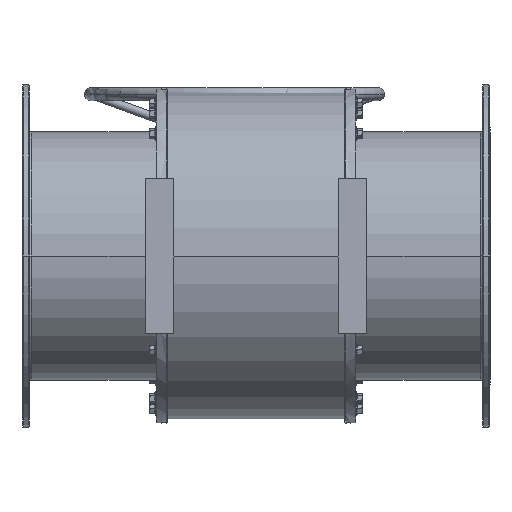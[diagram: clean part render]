
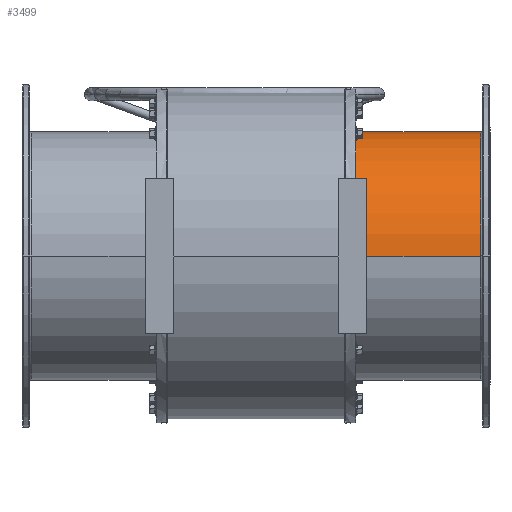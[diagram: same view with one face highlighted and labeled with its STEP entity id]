
A CAD part, front view. The second image highlights one B-rep face of the part: STEP entity #3499.
In plain terms, the highlighted cylindrical face has radius 290 mm (diameter 580 mm), a partial arc.
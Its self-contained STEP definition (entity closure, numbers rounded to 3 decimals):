
#474 = VECTOR ( 'NONE', #12997, 1000. ) ;
#862 = CARTESIAN_POINT ( 'NONE',  ( -546., 290., 0. ) ) ;
#2570 = DIRECTION ( 'NONE',  ( 0., 0., -1. ) ) ;
#2946 = LINE ( 'NONE', #862, #474 ) ;
#3499 = ADVANCED_FACE ( 'NONE', ( #17992 ), #6761, .T. ) ;
#4200 = CIRCLE ( 'NONE', #6869, 290. ) ;
#4361 = LINE ( 'NONE', #14816, #26253 ) ;
#4650 = DIRECTION ( 'NONE',  ( 1., 0., 0. ) ) ;
#6131 = ORIENTED_EDGE ( 'NONE', *, *, #6836, .T. ) ;
#6716 = CARTESIAN_POINT ( 'NONE',  ( 232.5, -290., 0. ) ) ;
#6761 = CYLINDRICAL_SURFACE ( 'NONE', #12581, 290. ) ;
#6836 = EDGE_CURVE ( 'NONE', #15448, #18229, #4200, .T. ) ;
#6869 = AXIS2_PLACEMENT_3D ( 'NONE', #19241, #4650, #2570 ) ;
#7030 = DIRECTION ( 'NONE',  ( 0., -1., 0. ) ) ;
#7574 = DIRECTION ( 'NONE',  ( 0., 1., 0. ) ) ;
#8204 = VERTEX_POINT ( 'NONE', #21047 ) ;
#9803 = DIRECTION ( 'NONE',  ( -1., 0., 0. ) ) ;
#10263 = CARTESIAN_POINT ( 'NONE',  ( 524., 290., 0. ) ) ;
#12581 = AXIS2_PLACEMENT_3D ( 'NONE', #26053, #23693, #7030 ) ;
#12997 = DIRECTION ( 'NONE',  ( -1., 0., 0. ) ) ;
#14264 = EDGE_LOOP ( 'NONE', ( #25907, #18881, #6131, #22540 ) ) ;
#14697 = CARTESIAN_POINT ( 'NONE',  ( 232.5, 290., 0. ) ) ;
#14816 = CARTESIAN_POINT ( 'NONE',  ( -546., -290., 0. ) ) ;
#15448 = VERTEX_POINT ( 'NONE', #14697 ) ;
#17004 = EDGE_CURVE ( 'NONE', #8204, #18229, #4361, .T. ) ;
#17992 = FACE_OUTER_BOUND ( 'NONE', #14264, .T. ) ;
#18229 = VERTEX_POINT ( 'NONE', #6716 ) ;
#18881 = ORIENTED_EDGE ( 'NONE', *, *, #19867, .T. ) ;
#19241 = CARTESIAN_POINT ( 'NONE',  ( 232.5, 0., 0. ) ) ;
#19867 = EDGE_CURVE ( 'NONE', #25165, #15448, #2946, .T. ) ;
#20590 = CARTESIAN_POINT ( 'NONE',  ( 524., 0., 0. ) ) ;
#21047 = CARTESIAN_POINT ( 'NONE',  ( 524., -290., 0. ) ) ;
#21267 = CIRCLE ( 'NONE', #27039, 290. ) ;
#22540 = ORIENTED_EDGE ( 'NONE', *, *, #17004, .F. ) ;
#23385 = DIRECTION ( 'NONE',  ( -1., 0., 0. ) ) ;
#23693 = DIRECTION ( 'NONE',  ( -1., 0., 0. ) ) ;
#25165 = VERTEX_POINT ( 'NONE', #10263 ) ;
#25907 = ORIENTED_EDGE ( 'NONE', *, *, #27096, .T. ) ;
#26053 = CARTESIAN_POINT ( 'NONE',  ( -546., 0., 0. ) ) ;
#26253 = VECTOR ( 'NONE', #23385, 1000. ) ;
#27039 = AXIS2_PLACEMENT_3D ( 'NONE', #20590, #9803, #7574 ) ;
#27096 = EDGE_CURVE ( 'NONE', #8204, #25165, #21267, .T. ) ;
